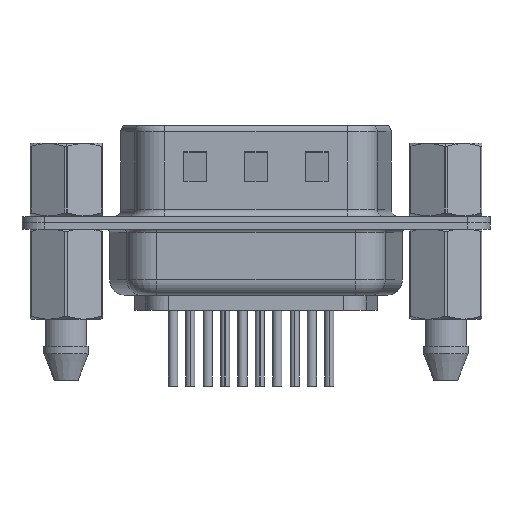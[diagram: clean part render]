
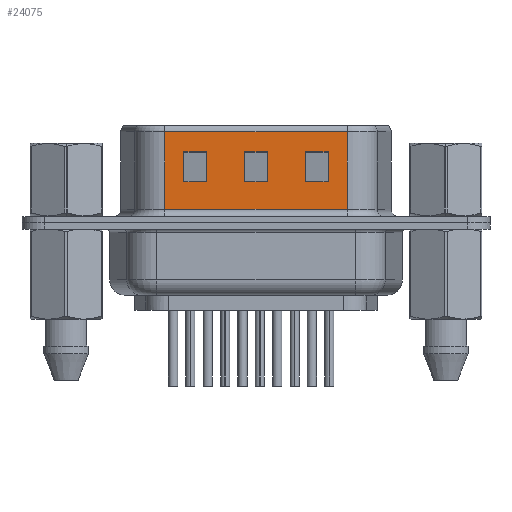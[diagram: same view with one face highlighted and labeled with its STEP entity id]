
A CAD part, front view. The second image highlights one B-rep face of the part: STEP entity #24075.
In plain terms, the highlighted planar face has unit normal (0, -1, 0).
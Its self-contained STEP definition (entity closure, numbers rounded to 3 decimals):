
#188 = CARTESIAN_POINT ( 'NONE',  ( 15.745, -4.55, 6.5 ) ) ;
#310 = ORIENTED_EDGE ( 'NONE', *, *, #18679, .T. ) ;
#590 = LINE ( 'NONE', #16610, #5828 ) ;
#867 = CARTESIAN_POINT ( 'NONE',  ( 6.484, -4.55, 6.5 ) ) ;
#1170 = DIRECTION ( 'NONE',  ( 0., 0., 1. ) ) ;
#1329 = EDGE_CURVE ( 'NONE', #3346, #25796, #27303, .T. ) ;
#1390 = CARTESIAN_POINT ( 'NONE',  ( 15.745, -4.55, 2.699 ) ) ;
#1826 = EDGE_CURVE ( 'NONE', #25796, #13461, #17860, .T. ) ;
#1989 = ORIENTED_EDGE ( 'NONE', *, *, #5964, .T. ) ;
#2121 = DIRECTION ( 'NONE',  ( 0., 0., 1. ) ) ;
#2218 = AXIS2_PLACEMENT_3D ( 'NONE', #2635, #18800, #14144 ) ;
#2244 = CARTESIAN_POINT ( 'NONE',  ( 22.506, -4.55, 4.699 ) ) ;
#2438 = EDGE_CURVE ( 'NONE', #13000, #13210, #13760, .T. ) ;
#2518 = VECTOR ( 'NONE', #19741, 1000. ) ;
#2572 = CARTESIAN_POINT ( 'NONE',  ( 18.506, -4.55, 2.699 ) ) ;
#2635 = CARTESIAN_POINT ( 'NONE',  ( 18.506, -4.55, 6.5 ) ) ;
#2779 = VECTOR ( 'NONE', #20472, 1000. ) ;
#2961 = VECTOR ( 'NONE', #2121, 1000. ) ;
#3051 = VERTEX_POINT ( 'NONE', #8039 ) ;
#3103 = VECTOR ( 'NONE', #9369, 1000. ) ;
#3346 = VERTEX_POINT ( 'NONE', #6580 ) ;
#3638 = DIRECTION ( 'NONE',  ( 0., 0., -1. ) ) ;
#3959 = VECTOR ( 'NONE', #4777, 1000. ) ;
#4022 = LINE ( 'NONE', #2244, #5300 ) ;
#4352 = CARTESIAN_POINT ( 'NONE',  ( 11.745, -4.55, 2.699 ) ) ;
#4671 = CARTESIAN_POINT ( 'NONE',  ( 14.506, -4.55, 4.699 ) ) ;
#4717 = LINE ( 'NONE', #11608, #3103 ) ;
#4777 = DIRECTION ( 'NONE',  ( 1., 0., 0. ) ) ;
#4867 = EDGE_CURVE ( 'NONE', #12886, #3346, #590, .T. ) ;
#5192 = DIRECTION ( 'NONE',  ( 0., 0., -1. ) ) ;
#5300 = VECTOR ( 'NONE', #18100, 1000. ) ;
#5305 = FACE_OUTER_BOUND ( 'NONE', #5796, .T. ) ;
#5413 = ORIENTED_EDGE ( 'NONE', *, *, #19381, .T. ) ;
#5523 = CARTESIAN_POINT ( 'NONE',  ( 18.506, -4.55, 6.5 ) ) ;
#5796 = EDGE_LOOP ( 'NONE', ( #10410, #25341, #8956, #22266 ) ) ;
#5828 = VECTOR ( 'NONE', #25577, 1000. ) ;
#5964 = EDGE_CURVE ( 'NONE', #28068, #22313, #14866, .T. ) ;
#6580 = CARTESIAN_POINT ( 'NONE',  ( 7.745, -4.55, 2.699 ) ) ;
#6683 = EDGE_CURVE ( 'NONE', #13210, #3051, #12222, .T. ) ;
#6823 = EDGE_LOOP ( 'NONE', ( #22491, #15823, #28899, #310 ) ) ;
#6850 = LINE ( 'NONE', #27760, #2779 ) ;
#7175 = EDGE_CURVE ( 'NONE', #24440, #25425, #6850, .T. ) ;
#7219 = ORIENTED_EDGE ( 'NONE', *, *, #4867, .T. ) ;
#7690 = DIRECTION ( 'NONE',  ( 0., 0., -1. ) ) ;
#7692 = EDGE_LOOP ( 'NONE', ( #5413, #7219, #10792, #27862 ) ) ;
#7798 = VECTOR ( 'NONE', #3638, 1000. ) ;
#7925 = LINE ( 'NONE', #5523, #9741 ) ;
#8039 = CARTESIAN_POINT ( 'NONE',  ( 6.484, -4.55, 0.9 ) ) ;
#8410 = EDGE_CURVE ( 'NONE', #22313, #14053, #28007, .T. ) ;
#8956 = ORIENTED_EDGE ( 'NONE', *, *, #6683, .T. ) ;
#9133 = VECTOR ( 'NONE', #7690, 1000. ) ;
#9369 = DIRECTION ( 'NONE',  ( 1., 0., 0. ) ) ;
#9741 = VECTOR ( 'NONE', #10751, 1000. ) ;
#10410 = ORIENTED_EDGE ( 'NONE', *, *, #20187, .F. ) ;
#10530 = CARTESIAN_POINT ( 'NONE',  ( 13.245, -4.55, 6.5 ) ) ;
#10751 = DIRECTION ( 'NONE',  ( 0., 0., -1. ) ) ;
#10792 = ORIENTED_EDGE ( 'NONE', *, *, #1329, .T. ) ;
#10794 = VERTEX_POINT ( 'NONE', #16039 ) ;
#11504 = CARTESIAN_POINT ( 'NONE',  ( 18.506, -4.55, 6. ) ) ;
#11507 = VECTOR ( 'NONE', #18858, 1000. ) ;
#11608 = CARTESIAN_POINT ( 'NONE',  ( 18.506, -4.55, 4.699 ) ) ;
#11762 = VECTOR ( 'NONE', #1170, 1000. ) ;
#12057 = CARTESIAN_POINT ( 'NONE',  ( 6.484, -4.55, 6. ) ) ;
#12140 = EDGE_CURVE ( 'NONE', #21809, #18654, #16330, .T. ) ;
#12199 = FACE_BOUND ( 'NONE', #7692, .T. ) ;
#12220 = VERTEX_POINT ( 'NONE', #23079 ) ;
#12222 = LINE ( 'NONE', #867, #17566 ) ;
#12886 = VERTEX_POINT ( 'NONE', #17775 ) ;
#12953 = LINE ( 'NONE', #19430, #11762 ) ;
#13000 = VERTEX_POINT ( 'NONE', #25113 ) ;
#13210 = VERTEX_POINT ( 'NONE', #12057 ) ;
#13461 = VERTEX_POINT ( 'NONE', #22380 ) ;
#13760 = LINE ( 'NONE', #11504, #11507 ) ;
#14053 = VERTEX_POINT ( 'NONE', #4352 ) ;
#14144 = DIRECTION ( 'NONE',  ( 0., 0., 1. ) ) ;
#14251 = VECTOR ( 'NONE', #15610, 1000. ) ;
#14866 = LINE ( 'NONE', #10530, #9133 ) ;
#15610 = DIRECTION ( 'NONE',  ( 1., 0., 0. ) ) ;
#15823 = ORIENTED_EDGE ( 'NONE', *, *, #25429, .T. ) ;
#15844 = CARTESIAN_POINT ( 'NONE',  ( 15.745, -4.55, 4.699 ) ) ;
#16039 = CARTESIAN_POINT ( 'NONE',  ( 11.745, -4.55, 4.699 ) ) ;
#16330 = LINE ( 'NONE', #188, #2961 ) ;
#16404 = VECTOR ( 'NONE', #21285, 1000. ) ;
#16610 = CARTESIAN_POINT ( 'NONE',  ( 14.506, -4.55, 2.699 ) ) ;
#16694 = FACE_BOUND ( 'NONE', #23021, .T. ) ;
#17566 = VECTOR ( 'NONE', #5192, 1000. ) ;
#17775 = CARTESIAN_POINT ( 'NONE',  ( 9.245, -4.55, 2.699 ) ) ;
#17860 = LINE ( 'NONE', #4671, #14251 ) ;
#17891 = CARTESIAN_POINT ( 'NONE',  ( 7.745, -4.55, 6.5 ) ) ;
#17901 = CARTESIAN_POINT ( 'NONE',  ( 7.745, -4.55, 4.699 ) ) ;
#18027 = CARTESIAN_POINT ( 'NONE',  ( 17.245, -4.55, 4.699 ) ) ;
#18100 = DIRECTION ( 'NONE',  ( 1., 0., 0. ) ) ;
#18427 = LINE ( 'NONE', #24598, #3959 ) ;
#18654 = VERTEX_POINT ( 'NONE', #15844 ) ;
#18679 = EDGE_CURVE ( 'NONE', #18654, #24440, #4022, .T. ) ;
#18800 = DIRECTION ( 'NONE',  ( 0., 1., 0. ) ) ;
#18858 = DIRECTION ( 'NONE',  ( -1., 0., 0. ) ) ;
#19016 = ORIENTED_EDGE ( 'NONE', *, *, #21599, .T. ) ;
#19381 = EDGE_CURVE ( 'NONE', #13461, #12886, #22346, .T. ) ;
#19430 = CARTESIAN_POINT ( 'NONE',  ( 11.745, -4.55, 6.5 ) ) ;
#19741 = DIRECTION ( 'NONE',  ( -1., 0., 0. ) ) ;
#19859 = CARTESIAN_POINT ( 'NONE',  ( 13.245, -4.55, 4.699 ) ) ;
#20187 = EDGE_CURVE ( 'NONE', #13000, #12220, #7925, .T. ) ;
#20472 = DIRECTION ( 'NONE',  ( 0., 0., -1. ) ) ;
#21285 = DIRECTION ( 'NONE',  ( -1., 0., 0. ) ) ;
#21599 = EDGE_CURVE ( 'NONE', #10794, #28068, #4717, .T. ) ;
#21809 = VERTEX_POINT ( 'NONE', #1390 ) ;
#21857 = CARTESIAN_POINT ( 'NONE',  ( 17.245, -4.55, 2.699 ) ) ;
#21989 = LINE ( 'NONE', #23926, #2518 ) ;
#22266 = ORIENTED_EDGE ( 'NONE', *, *, #26192, .T. ) ;
#22313 = VERTEX_POINT ( 'NONE', #26773 ) ;
#22346 = LINE ( 'NONE', #24147, #7798 ) ;
#22380 = CARTESIAN_POINT ( 'NONE',  ( 9.245, -4.55, 4.699 ) ) ;
#22491 = ORIENTED_EDGE ( 'NONE', *, *, #7175, .T. ) ;
#23021 = EDGE_LOOP ( 'NONE', ( #19016, #1989, #25580, #25316 ) ) ;
#23079 = CARTESIAN_POINT ( 'NONE',  ( 18.506, -4.55, 0.9 ) ) ;
#23926 = CARTESIAN_POINT ( 'NONE',  ( 22.506, -4.55, 2.699 ) ) ;
#24075 = ADVANCED_FACE ( 'NONE', ( #12199, #25817, #16694, #5305 ), #28073, .F. ) ;
#24147 = CARTESIAN_POINT ( 'NONE',  ( 9.245, -4.55, 6.5 ) ) ;
#24440 = VERTEX_POINT ( 'NONE', #18027 ) ;
#24598 = CARTESIAN_POINT ( 'NONE',  ( 18.506, -4.55, 0.9 ) ) ;
#25113 = CARTESIAN_POINT ( 'NONE',  ( 18.506, -4.55, 6. ) ) ;
#25316 = ORIENTED_EDGE ( 'NONE', *, *, #29450, .T. ) ;
#25341 = ORIENTED_EDGE ( 'NONE', *, *, #2438, .T. ) ;
#25425 = VERTEX_POINT ( 'NONE', #21857 ) ;
#25429 = EDGE_CURVE ( 'NONE', #25425, #21809, #21989, .T. ) ;
#25577 = DIRECTION ( 'NONE',  ( -1., 0., 0. ) ) ;
#25580 = ORIENTED_EDGE ( 'NONE', *, *, #8410, .T. ) ;
#25796 = VERTEX_POINT ( 'NONE', #17901 ) ;
#25817 = FACE_BOUND ( 'NONE', #6823, .T. ) ;
#26154 = VECTOR ( 'NONE', #29541, 1000. ) ;
#26192 = EDGE_CURVE ( 'NONE', #3051, #12220, #18427, .T. ) ;
#26773 = CARTESIAN_POINT ( 'NONE',  ( 13.245, -4.55, 2.699 ) ) ;
#27303 = LINE ( 'NONE', #17891, #26154 ) ;
#27760 = CARTESIAN_POINT ( 'NONE',  ( 17.245, -4.55, 6.5 ) ) ;
#27862 = ORIENTED_EDGE ( 'NONE', *, *, #1826, .T. ) ;
#28007 = LINE ( 'NONE', #2572, #16404 ) ;
#28068 = VERTEX_POINT ( 'NONE', #19859 ) ;
#28073 = PLANE ( 'NONE',  #2218 ) ;
#28899 = ORIENTED_EDGE ( 'NONE', *, *, #12140, .T. ) ;
#29450 = EDGE_CURVE ( 'NONE', #14053, #10794, #12953, .T. ) ;
#29541 = DIRECTION ( 'NONE',  ( 0., 0., 1. ) ) ;
